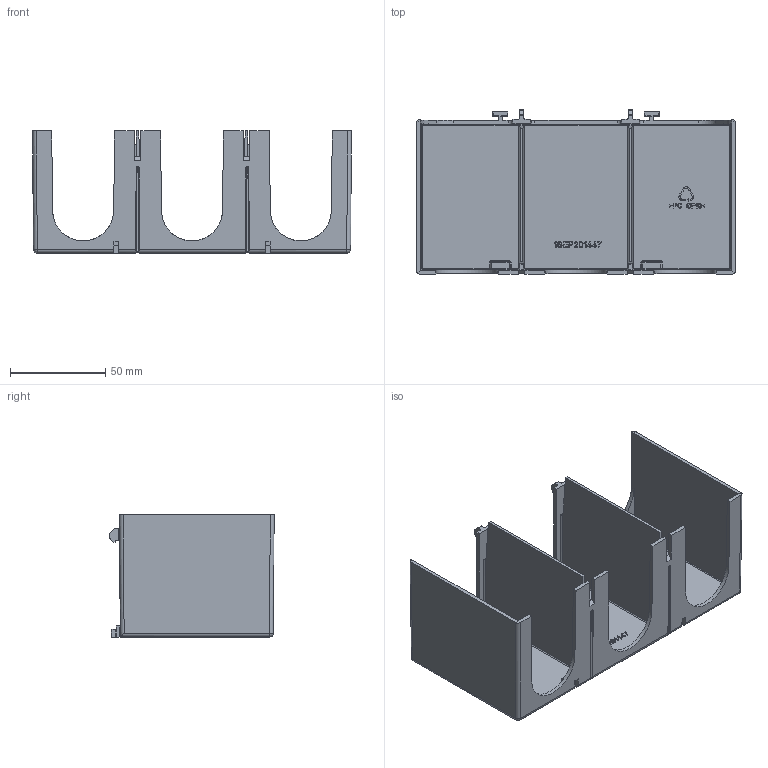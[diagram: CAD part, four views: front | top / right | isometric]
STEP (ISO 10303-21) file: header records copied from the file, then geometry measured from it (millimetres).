
FILE_DESCRIPTION((''),'2;1');
FILE_NAME('1SEP407793R0002_ASM','2021-10-22T11:04:54',('CNJALIN13'),(''),'CREO PARAMETRIC BY PTC INC, 2019164','CREO PARAMETRIC BY PTC INC, 2019164','');
FILE_SCHEMA(('AUTOMOTIVE_DESIGN { 1 0 10303 214 1 1 1 1 }'));
Length unit declared in the file: millimetre
Products named in the file (2): 1SEP201447P0001; 1SEP407793R0002_ASM
Assembly tree (1 placements, depth 2):
  1SEP407793R0002_ASM
    1SEP201447P0001
Bounding box: 167.12 x 86.06 x 64.02 mm (x, y, z)
Surface area: 80189.8 mm2 (no closed solid volume)
Topology: 0 solids, 1 shells, 629 faces, 1699 edges, 1078 vertices
Faces by surface type: plane 303, cylinder 257, bspline 53, sphere 14, cone 2
Entity records: 27140 total; most frequent: CARTESIAN_POINT 11304, ORIENTED_EDGE 3351, DIRECTION 2933, EDGE_CURVE 1681, VERTEX_POINT 1078, VECTOR 1055, LINE 1055, AXIS2_PLACEMENT_3D 936
